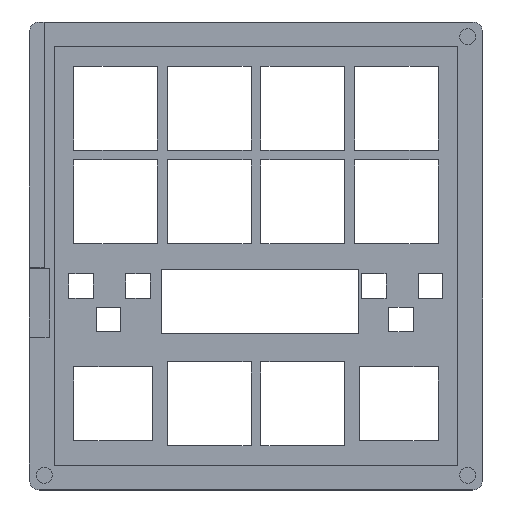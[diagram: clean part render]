
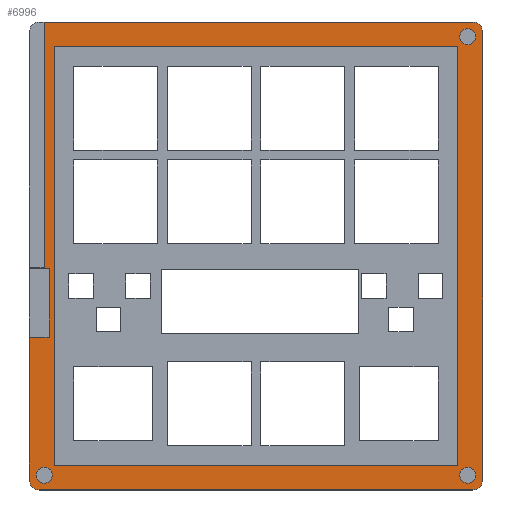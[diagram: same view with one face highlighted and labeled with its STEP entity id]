
A CAD part, top view. The second image highlights one B-rep face of the part: STEP entity #6996.
In plain terms, the highlighted planar face has unit normal (0, 0, 1).
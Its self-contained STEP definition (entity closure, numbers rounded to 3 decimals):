
#164=FACE_BOUND('',#1131,.T.);
#165=FACE_BOUND('',#1132,.T.);
#166=FACE_BOUND('',#1133,.T.);
#167=FACE_BOUND('',#1134,.T.);
#525=PLANE('',#7388);
#749=FACE_OUTER_BOUND('',#1130,.T.);
#1130=EDGE_LOOP('',(#4908,#4909,#4910,#4911,#4912,#4913,#4914,#4915,#4916,
#4917,#4918));
#1131=EDGE_LOOP('',(#4919));
#1132=EDGE_LOOP('',(#4920));
#1133=EDGE_LOOP('',(#4921));
#1134=EDGE_LOOP('',(#4922,#4923,#4924,#4925));
#1559=LINE('',#8977,#2304);
#1565=LINE('',#9039,#2310);
#1572=LINE('',#9053,#2317);
#1575=LINE('',#9060,#2320);
#1580=LINE('',#9076,#2325);
#1581=LINE('',#9078,#2326);
#1582=LINE('',#9082,#2327);
#1583=LINE('',#9085,#2328);
#1584=LINE('',#9088,#2329);
#1585=LINE('',#9090,#2330);
#1586=LINE('',#9092,#2331);
#1587=LINE('',#9093,#2332);
#2304=VECTOR('',#7661,10.);
#2310=VECTOR('',#7671,10.);
#2317=VECTOR('',#7682,10.);
#2320=VECTOR('',#7689,10.);
#2325=VECTOR('',#7706,10.);
#2326=VECTOR('',#7707,10.);
#2327=VECTOR('',#7710,10.);
#2328=VECTOR('',#7713,10.);
#2329=VECTOR('',#7714,10.);
#2330=VECTOR('',#7715,10.);
#2331=VECTOR('',#7716,10.);
#2332=VECTOR('',#7717,10.);
#3047=CIRCLE('',#7366,1.625);
#3049=CIRCLE('',#7370,1.625);
#3051=CIRCLE('',#7374,1.625);
#3055=CIRCLE('',#7389,2.);
#3056=CIRCLE('',#7390,2.);
#3057=CIRCLE('',#7391,2.);
#3075=VERTEX_POINT('',#8907);
#3077=VERTEX_POINT('',#8914);
#3079=VERTEX_POINT('',#8921);
#3088=VERTEX_POINT('',#8975);
#3089=VERTEX_POINT('',#8976);
#3102=VERTEX_POINT('',#9037);
#3103=VERTEX_POINT('',#9038);
#3110=VERTEX_POINT('',#9059);
#3114=VERTEX_POINT('',#9073);
#3115=VERTEX_POINT('',#9074);
#3116=VERTEX_POINT('',#9077);
#3117=VERTEX_POINT('',#9079);
#3118=VERTEX_POINT('',#9081);
#3119=VERTEX_POINT('',#9083);
#3120=VERTEX_POINT('',#9086);
#3121=VERTEX_POINT('',#9087);
#3122=VERTEX_POINT('',#9089);
#3123=VERTEX_POINT('',#9091);
#3782=EDGE_CURVE('',#3075,#3075,#3047,.T.);
#3785=EDGE_CURVE('',#3077,#3077,#3049,.T.);
#3788=EDGE_CURVE('',#3079,#3079,#3051,.T.);
#3797=EDGE_CURVE('',#3088,#3089,#1559,.T.);
#3811=EDGE_CURVE('',#3102,#3103,#1565,.T.);
#3819=EDGE_CURVE('',#3103,#3088,#1572,.T.);
#3822=EDGE_CURVE('',#3089,#3110,#1575,.T.);
#3829=EDGE_CURVE('',#3114,#3115,#3055,.T.);
#3830=EDGE_CURVE('',#3114,#3102,#1580,.T.);
#3831=EDGE_CURVE('',#3110,#3116,#1581,.T.);
#3832=EDGE_CURVE('',#3117,#3116,#3056,.T.);
#3833=EDGE_CURVE('',#3117,#3118,#1582,.T.);
#3834=EDGE_CURVE('',#3119,#3118,#3057,.T.);
#3835=EDGE_CURVE('',#3119,#3115,#1583,.T.);
#3836=EDGE_CURVE('',#3120,#3121,#1584,.T.);
#3837=EDGE_CURVE('',#3121,#3122,#1585,.T.);
#3838=EDGE_CURVE('',#3122,#3123,#1586,.T.);
#3839=EDGE_CURVE('',#3123,#3120,#1587,.T.);
#4908=ORIENTED_EDGE('',*,*,#3829,.F.);
#4909=ORIENTED_EDGE('',*,*,#3830,.T.);
#4910=ORIENTED_EDGE('',*,*,#3811,.T.);
#4911=ORIENTED_EDGE('',*,*,#3819,.T.);
#4912=ORIENTED_EDGE('',*,*,#3797,.T.);
#4913=ORIENTED_EDGE('',*,*,#3822,.T.);
#4914=ORIENTED_EDGE('',*,*,#3831,.T.);
#4915=ORIENTED_EDGE('',*,*,#3832,.F.);
#4916=ORIENTED_EDGE('',*,*,#3833,.T.);
#4917=ORIENTED_EDGE('',*,*,#3834,.F.);
#4918=ORIENTED_EDGE('',*,*,#3835,.T.);
#4919=ORIENTED_EDGE('',*,*,#3782,.T.);
#4920=ORIENTED_EDGE('',*,*,#3785,.T.);
#4921=ORIENTED_EDGE('',*,*,#3788,.T.);
#4922=ORIENTED_EDGE('',*,*,#3836,.T.);
#4923=ORIENTED_EDGE('',*,*,#3837,.T.);
#4924=ORIENTED_EDGE('',*,*,#3838,.T.);
#4925=ORIENTED_EDGE('',*,*,#3839,.T.);
#6996=ADVANCED_FACE('',(#749,#164,#165,#166,#167),#525,.T.);
#7366=AXIS2_PLACEMENT_3D('',#8909,#7635,#7636);
#7370=AXIS2_PLACEMENT_3D('',#8916,#7644,#7645);
#7374=AXIS2_PLACEMENT_3D('',#8923,#7653,#7654);
#7388=AXIS2_PLACEMENT_3D('',#9072,#7702,#7703);
#7389=AXIS2_PLACEMENT_3D('',#9075,#7704,#7705);
#7390=AXIS2_PLACEMENT_3D('',#9080,#7708,#7709);
#7391=AXIS2_PLACEMENT_3D('',#9084,#7711,#7712);
#7635=DIRECTION('center_axis',(0.,0.,-1.));
#7636=DIRECTION('ref_axis',(-1.,0.,0.));
#7644=DIRECTION('center_axis',(0.,0.,-1.));
#7645=DIRECTION('ref_axis',(-1.,0.,0.));
#7653=DIRECTION('center_axis',(0.,0.,-1.));
#7654=DIRECTION('ref_axis',(-1.,0.,0.));
#7661=DIRECTION('',(0.,-1.,0.));
#7671=DIRECTION('',(0.,-1.,0.));
#7682=DIRECTION('',(1.,0.,0.));
#7689=DIRECTION('',(-1.,0.,0.));
#7702=DIRECTION('center_axis',(0.,0.,1.));
#7703=DIRECTION('ref_axis',(1.,0.,0.));
#7704=DIRECTION('center_axis',(0.,0.,-1.));
#7705=DIRECTION('ref_axis',(0.707,0.707,0.));
#7706=DIRECTION('',(-1.,0.,0.));
#7707=DIRECTION('',(0.,-1.,0.));
#7708=DIRECTION('center_axis',(0.,0.,-1.));
#7709=DIRECTION('ref_axis',(-0.707,-0.707,0.));
#7710=DIRECTION('',(1.,0.,0.));
#7711=DIRECTION('center_axis',(0.,0.,-1.));
#7712=DIRECTION('ref_axis',(0.707,-0.707,0.));
#7713=DIRECTION('',(0.,1.,0.));
#7714=DIRECTION('',(0.,-1.,0.));
#7715=DIRECTION('',(-1.,0.,0.));
#7716=DIRECTION('',(0.,1.,0.));
#7717=DIRECTION('',(1.,0.,0.));
#8907=CARTESIAN_POINT('',(-92.375,-77.,-11.9));
#8909=CARTESIAN_POINT('Origin',(-94.,-77.,-11.9));
#8914=CARTESIAN_POINT('',(-6.375,12.,-11.9));
#8916=CARTESIAN_POINT('Origin',(-8.,12.,-11.9));
#8921=CARTESIAN_POINT('',(-6.375,-77.,-11.9));
#8923=CARTESIAN_POINT('Origin',(-8.,-77.,-11.9));
#8975=CARTESIAN_POINT('',(-93.,-35.,-11.9));
#8976=CARTESIAN_POINT('',(-93.,-49.,-11.9));
#8977=CARTESIAN_POINT('',(-93.,-37.25,-11.9));
#9037=CARTESIAN_POINT('',(-94.,15.,-11.9));
#9038=CARTESIAN_POINT('',(-94.,-35.,-11.9));
#9039=CARTESIAN_POINT('',(-94.,-21.25,-11.9));
#9053=CARTESIAN_POINT('',(-74.,-35.,-11.9));
#9059=CARTESIAN_POINT('',(-97.,-49.,-11.9));
#9060=CARTESIAN_POINT('',(-74.,-49.,-11.9));
#9072=CARTESIAN_POINT('Origin',(-51.,-32.5,-11.9));
#9073=CARTESIAN_POINT('',(-7.,15.,-11.9));
#9074=CARTESIAN_POINT('',(-5.,13.,-11.9));
#9075=CARTESIAN_POINT('Origin',(-7.,13.,-11.9));
#9076=CARTESIAN_POINT('',(-97.,15.,-11.9));
#9077=CARTESIAN_POINT('',(-97.,-78.,-11.9));
#9078=CARTESIAN_POINT('',(-97.,-80.,-11.9));
#9079=CARTESIAN_POINT('',(-95.,-80.,-11.9));
#9080=CARTESIAN_POINT('Origin',(-95.,-78.,-11.9));
#9081=CARTESIAN_POINT('',(-7.,-80.,-11.9));
#9082=CARTESIAN_POINT('',(-5.,-80.,-11.9));
#9083=CARTESIAN_POINT('',(-5.,-78.,-11.9));
#9084=CARTESIAN_POINT('Origin',(-7.,-78.,-11.9));
#9085=CARTESIAN_POINT('',(-5.,15.,-11.9));
#9086=CARTESIAN_POINT('',(-10.,10.,-11.9));
#9087=CARTESIAN_POINT('',(-10.,-75.,-11.9));
#9088=CARTESIAN_POINT('',(-10.,10.,-11.9));
#9089=CARTESIAN_POINT('',(-92.,-75.,-11.9));
#9090=CARTESIAN_POINT('',(-10.,-75.,-11.9));
#9091=CARTESIAN_POINT('',(-92.,10.,-11.9));
#9092=CARTESIAN_POINT('',(-92.,-75.,-11.9));
#9093=CARTESIAN_POINT('',(-92.,10.,-11.9));
